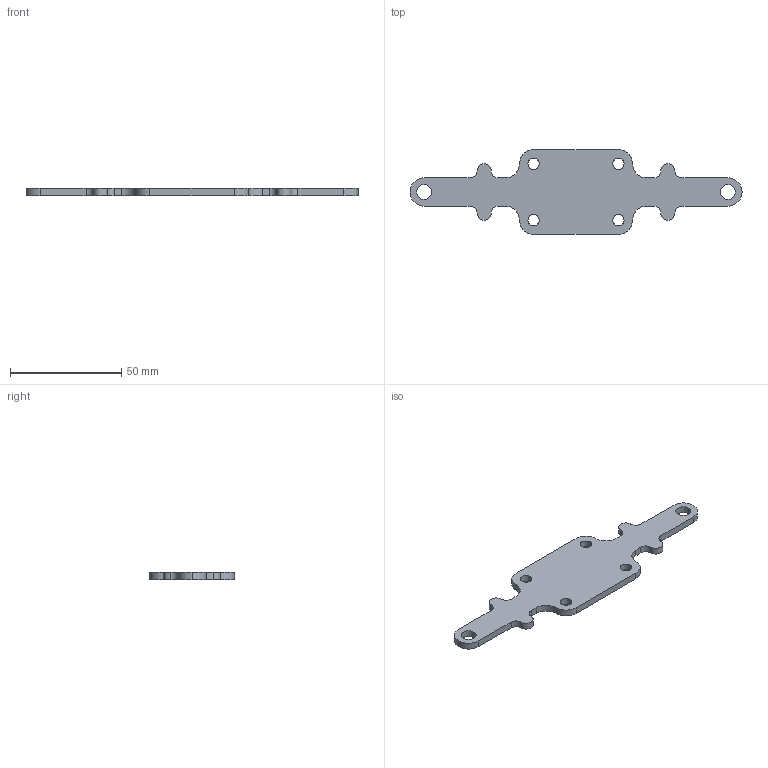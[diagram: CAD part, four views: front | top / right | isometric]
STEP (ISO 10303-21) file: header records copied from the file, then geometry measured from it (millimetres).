
FILE_DESCRIPTION (( 'STEP AP214' ), '1' );
FILE_NAME ('am-5414 Bucket Mount Bracket.STEP', '2024-02-14T21:18:36', ( '' ), ( '' ), 'SwSTEP 2.0', 'SolidWorks 2024', '' );
FILE_SCHEMA (( 'AUTOMOTIVE_DESIGN' ));
Length unit declared in the file: inch
Products named in the file (1): am-5414 Bucket Mount Bracket
Bounding box: 149.22 x 38.1 x 3.17 mm (x, y, z)
Volume: 10028.4 mm3; surface area: 7833.3 mm2
Topology: 1 solids, 1 shells, 48 faces, 138 edges, 92 vertices
Faces by surface type: cylinder 36, plane 12
Entity records: 1665 total; most frequent: DIRECTION 308, CARTESIAN_POINT 279, ORIENTED_EDGE 276, EDGE_CURVE 138, AXIS2_PLACEMENT_3D 121, VERTEX_POINT 92, CIRCLE 72, LINE 66
